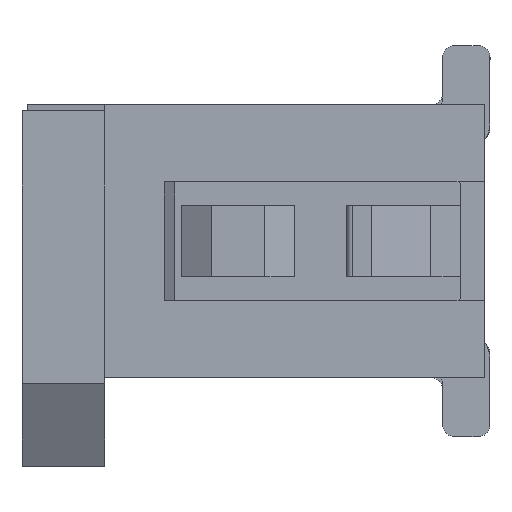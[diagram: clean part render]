
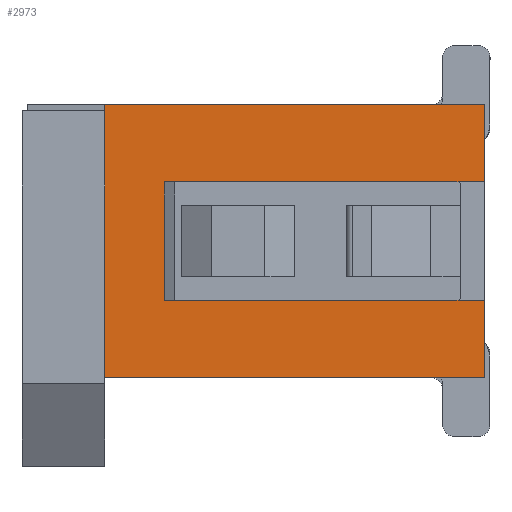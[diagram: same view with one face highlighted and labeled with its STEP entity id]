
A CAD part, left-side view. The second image highlights one B-rep face of the part: STEP entity #2973.
In plain terms, the highlighted planar face has unit normal (-1, 0, 0).
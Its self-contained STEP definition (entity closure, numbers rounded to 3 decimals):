
#1317 = VERTEX_POINT ( 'NONE', #30208 ) ;
#1442 = EDGE_LOOP ( 'NONE', ( #26729, #26777, #2174, #14928, #24419, #14902, #23597, #25488 ) ) ;
#1516 = EDGE_CURVE ( 'NONE', #31098, #26130, #29559, .T. ) ;
#1745 = CARTESIAN_POINT ( 'NONE',  ( -8., 2.7, 0.5 ) ) ;
#2174 = ORIENTED_EDGE ( 'NONE', *, *, #24160, .F. ) ;
#2212 = CARTESIAN_POINT ( 'NONE',  ( -8., 2.7, -0.5 ) ) ;
#2947 = LINE ( 'NONE', #17449, #22436 ) ;
#2973 = ADVANCED_FACE ( 'NONE', ( #27306 ), #13419, .F. ) ;
#3864 = EDGE_CURVE ( 'NONE', #3910, #1317, #2947, .T. ) ;
#3910 = VERTEX_POINT ( 'NONE', #16650 ) ;
#4238 = LINE ( 'NONE', #2212, #29099 ) ;
#4348 = EDGE_CURVE ( 'NONE', #24988, #31098, #15831, .T. ) ;
#4534 = VECTOR ( 'NONE', #13991, 1000. ) ;
#5186 = EDGE_CURVE ( 'NONE', #24988, #13843, #29723, .T. ) ;
#5383 = EDGE_CURVE ( 'NONE', #1317, #29602, #23895, .T. ) ;
#7114 = VERTEX_POINT ( 'NONE', #1745 ) ;
#8714 = CARTESIAN_POINT ( 'NONE',  ( -8., 2.7, -0.5 ) ) ;
#9326 = DIRECTION ( 'NONE',  ( 0., 0., -1. ) ) ;
#9366 = CARTESIAN_POINT ( 'NONE',  ( -8., 0., -1.15 ) ) ;
#12058 = EDGE_CURVE ( 'NONE', #26130, #3910, #32221, .T. ) ;
#12754 = DIRECTION ( 'NONE',  ( 0., 0., -1. ) ) ;
#12975 = DIRECTION ( 'NONE',  ( 1., 0., 0. ) ) ;
#13029 = VECTOR ( 'NONE', #15290, 1000. ) ;
#13419 = PLANE ( 'NONE',  #22665 ) ;
#13486 = CARTESIAN_POINT ( 'NONE',  ( -8., 3.6, 0.72 ) ) ;
#13843 = VERTEX_POINT ( 'NONE', #8714 ) ;
#13991 = DIRECTION ( 'NONE',  ( 0., 0., -1. ) ) ;
#14069 = LINE ( 'NONE', #20385, #27058 ) ;
#14074 = CARTESIAN_POINT ( 'NONE',  ( -8., 0., -1.15 ) ) ;
#14902 = ORIENTED_EDGE ( 'NONE', *, *, #12058, .F. ) ;
#14928 = ORIENTED_EDGE ( 'NONE', *, *, #5383, .F. ) ;
#15269 = CARTESIAN_POINT ( 'NONE',  ( -8., 3.2, -1.15 ) ) ;
#15290 = DIRECTION ( 'NONE',  ( 0., 0., 1. ) ) ;
#15831 = LINE ( 'NONE', #9366, #17388 ) ;
#16650 = CARTESIAN_POINT ( 'NONE',  ( -8., 3.2, 1.15 ) ) ;
#17388 = VECTOR ( 'NONE', #9326, 1000. ) ;
#17449 = CARTESIAN_POINT ( 'NONE',  ( -8., 3.85, 1.15 ) ) ;
#17563 = DIRECTION ( 'NONE',  ( 0., -1., 0. ) ) ;
#20385 = CARTESIAN_POINT ( 'NONE',  ( -8., 2.7, 0.5 ) ) ;
#20674 = CARTESIAN_POINT ( 'NONE',  ( -8., 0., 0.5 ) ) ;
#22436 = VECTOR ( 'NONE', #17563, 1000. ) ;
#22665 = AXIS2_PLACEMENT_3D ( 'NONE', #13486, #12975, #12754 ) ;
#22876 = DIRECTION ( 'NONE',  ( 0., 1., 0. ) ) ;
#23367 = VECTOR ( 'NONE', #25354, 1000. ) ;
#23597 = ORIENTED_EDGE ( 'NONE', *, *, #1516, .F. ) ;
#23895 = LINE ( 'NONE', #14074, #4534 ) ;
#24160 = EDGE_CURVE ( 'NONE', #29602, #7114, #14069, .T. ) ;
#24296 = VECTOR ( 'NONE', #26463, 1000. ) ;
#24322 = CARTESIAN_POINT ( 'NONE',  ( -8., 3.2, -1.15 ) ) ;
#24419 = ORIENTED_EDGE ( 'NONE', *, *, #3864, .F. ) ;
#24805 = CARTESIAN_POINT ( 'NONE',  ( -8., 0., -1.15 ) ) ;
#24988 = VERTEX_POINT ( 'NONE', #26646 ) ;
#25354 = DIRECTION ( 'NONE',  ( 0., 1., 0. ) ) ;
#25451 = CARTESIAN_POINT ( 'NONE',  ( -8., 3.2, -1.15 ) ) ;
#25488 = ORIENTED_EDGE ( 'NONE', *, *, #4348, .F. ) ;
#26130 = VERTEX_POINT ( 'NONE', #24322 ) ;
#26463 = DIRECTION ( 'NONE',  ( 0., 1., 0. ) ) ;
#26646 = CARTESIAN_POINT ( 'NONE',  ( -8., 0., -0.5 ) ) ;
#26729 = ORIENTED_EDGE ( 'NONE', *, *, #5186, .T. ) ;
#26775 = CARTESIAN_POINT ( 'NONE',  ( -8., 2.7, -0.5 ) ) ;
#26777 = ORIENTED_EDGE ( 'NONE', *, *, #28668, .T. ) ;
#27058 = VECTOR ( 'NONE', #22876, 1000. ) ;
#27306 = FACE_OUTER_BOUND ( 'NONE', #1442, .T. ) ;
#28668 = EDGE_CURVE ( 'NONE', #13843, #7114, #4238, .T. ) ;
#29099 = VECTOR ( 'NONE', #31850, 1000. ) ;
#29559 = LINE ( 'NONE', #25451, #23367 ) ;
#29602 = VERTEX_POINT ( 'NONE', #20674 ) ;
#29723 = LINE ( 'NONE', #26775, #24296 ) ;
#30208 = CARTESIAN_POINT ( 'NONE',  ( -8., 0., 1.15 ) ) ;
#31098 = VERTEX_POINT ( 'NONE', #24805 ) ;
#31850 = DIRECTION ( 'NONE',  ( 0., 0., 1. ) ) ;
#32221 = LINE ( 'NONE', #15269, #13029 ) ;
